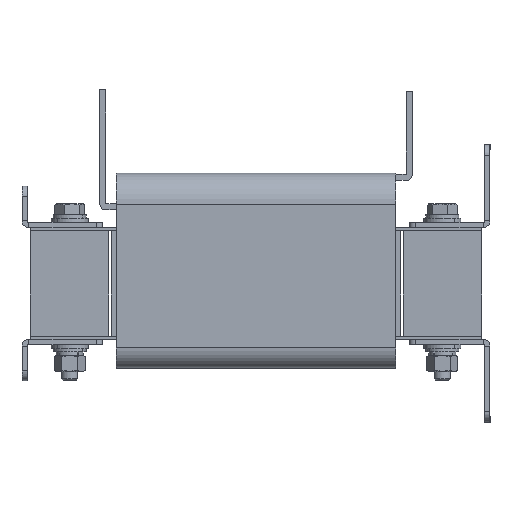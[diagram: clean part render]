
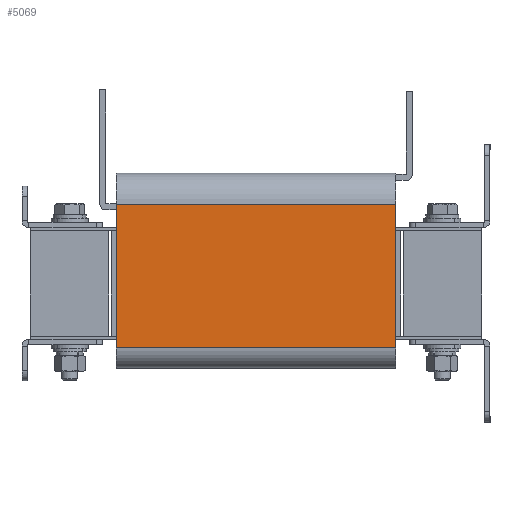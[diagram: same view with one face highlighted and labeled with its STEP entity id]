
A CAD part, left-side view. The second image highlights one B-rep face of the part: STEP entity #5069.
In plain terms, the highlighted face is planar.
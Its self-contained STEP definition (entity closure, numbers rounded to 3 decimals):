
#71 = DIRECTION ( 'NONE',  ( 0., 1., 0. ) ) ;
#482 = CARTESIAN_POINT ( 'NONE',  ( -34.1, -33.6, 135. ) ) ;
#530 = ORIENTED_EDGE ( 'NONE', *, *, #5167, .T. ) ;
#594 = FACE_OUTER_BOUND ( 'NONE', #6487, .T. ) ;
#813 = VECTOR ( 'NONE', #3459, 1000. ) ;
#861 = VERTEX_POINT ( 'NONE', #4601 ) ;
#871 = CARTESIAN_POINT ( 'NONE',  ( -34.1, -33.6, 0. ) ) ;
#882 = VERTEX_POINT ( 'NONE', #1691 ) ;
#1368 = VECTOR ( 'NONE', #1570, 1000. ) ;
#1570 = DIRECTION ( 'NONE',  ( 0., 0., -1. ) ) ;
#1691 = CARTESIAN_POINT ( 'NONE',  ( 35.24, -33.6, 0. ) ) ;
#1828 = VECTOR ( 'NONE', #4429, 1000. ) ;
#1965 = LINE ( 'NONE', #2563, #6080 ) ;
#2052 = ORIENTED_EDGE ( 'NONE', *, *, #4606, .F. ) ;
#2197 = EDGE_CURVE ( 'NONE', #5388, #861, #4461, .T. ) ;
#2291 = LINE ( 'NONE', #5486, #1828 ) ;
#2563 = CARTESIAN_POINT ( 'NONE',  ( -34.1, -33.6, 0. ) ) ;
#2706 = PLANE ( 'NONE',  #4353 ) ;
#3143 = EDGE_CURVE ( 'NONE', #3433, #882, #1965, .T. ) ;
#3172 = LINE ( 'NONE', #6322, #1368 ) ;
#3433 = VERTEX_POINT ( 'NONE', #871 ) ;
#3459 = DIRECTION ( 'NONE',  ( 1., 0., 0. ) ) ;
#3618 = DIRECTION ( 'NONE',  ( 1., 0., 0. ) ) ;
#4353 = AXIS2_PLACEMENT_3D ( 'NONE', #482, #71, #5905 ) ;
#4429 = DIRECTION ( 'NONE',  ( 0., 0., -1. ) ) ;
#4461 = LINE ( 'NONE', #6515, #813 ) ;
#4601 = CARTESIAN_POINT ( 'NONE',  ( 35.24, -33.6, 135. ) ) ;
#4606 = EDGE_CURVE ( 'NONE', #861, #882, #3172, .T. ) ;
#4891 = CARTESIAN_POINT ( 'NONE',  ( -34.1, -33.6, 135. ) ) ;
#5069 = ADVANCED_FACE ( 'NONE', ( #594 ), #2706, .F. ) ;
#5147 = ORIENTED_EDGE ( 'NONE', *, *, #2197, .F. ) ;
#5167 = EDGE_CURVE ( 'NONE', #5388, #3433, #2291, .T. ) ;
#5388 = VERTEX_POINT ( 'NONE', #4891 ) ;
#5486 = CARTESIAN_POINT ( 'NONE',  ( -34.1, -33.6, 135. ) ) ;
#5905 = DIRECTION ( 'NONE',  ( 0., 0., 1. ) ) ;
#6080 = VECTOR ( 'NONE', #3618, 1000. ) ;
#6322 = CARTESIAN_POINT ( 'NONE',  ( 35.24, -33.6, 135. ) ) ;
#6487 = EDGE_LOOP ( 'NONE', ( #6612, #2052, #5147, #530 ) ) ;
#6515 = CARTESIAN_POINT ( 'NONE',  ( -34.1, -33.6, 135. ) ) ;
#6612 = ORIENTED_EDGE ( 'NONE', *, *, #3143, .T. ) ;
